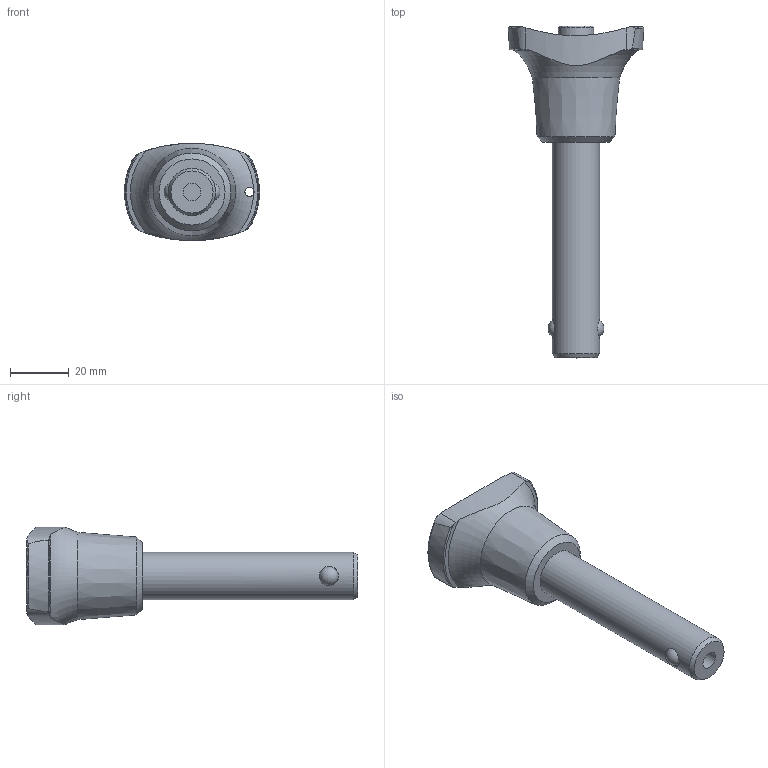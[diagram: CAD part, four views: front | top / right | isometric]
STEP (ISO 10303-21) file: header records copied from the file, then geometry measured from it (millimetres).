
FILE_DESCRIPTION( ( 'STEP AP214' ), '1' );
FILE_NAME( 'K0792.0046160600.stp', '2020-12-10T14:11:51', ( '' ), ( '' ), ' ', 'PARTsolutions', ' ' );
FILE_SCHEMA( ( 'AUTOMOTIVE_DESIGN { 1 0 10303 214 1 1 1 1 }' ) );
Length unit declared in the file: millimetre
Products named in the file (1): _K0792.0046160600
Bounding box: 45.9 x 112.6 x 33 mm (x, y, z)
Volume: 41394.3 mm3; surface area: 14155.9 mm2
Topology: 1 solids, 1 shells, 42 faces, 104 edges, 69 vertices
Faces by surface type: cylinder 16, cone 10, plane 8, torus 5, sphere 2, bspline 1
Full cylindrical faces by diameter (mm): 2.96 x1, 3.1 x1, 5.98 x2, 6 x2, 6.5 x1, 12 x2, 16 x1
Entity records: 2209 total; most frequent: CARTESIAN_POINT 1018, ORIENTED_EDGE 154, DIRECTION 152, EDGE_CURVE 77, AXIS2_PLACEMENT_3D 74, EDGE_LOOP 73, VERTEX_POINT 64, FACE_OUTER_BOUND 54
